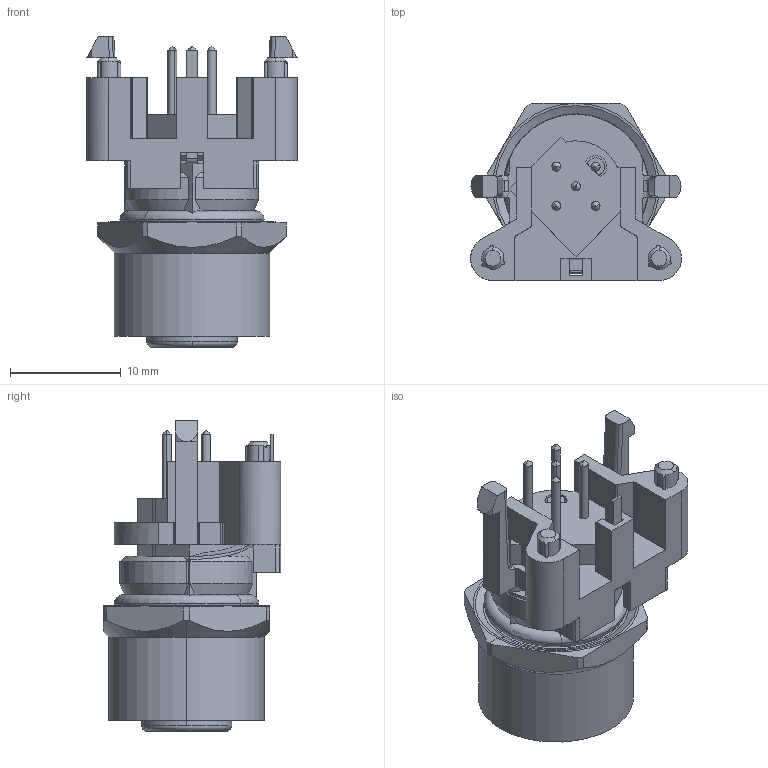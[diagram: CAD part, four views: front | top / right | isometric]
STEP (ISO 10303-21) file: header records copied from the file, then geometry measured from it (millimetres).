
FILE_DESCRIPTION(('CATIA V5R24 STEP','CAx-IF Rec.Pracs.--- Model Styling and Organization---1.2---2011-12-15'),'2;1');
FILE_NAME ('D1461815_0_2422550000_2422550000.stp','2017-05-15T06:50:13+00:00',('none'),('Weidmueller'),'CATIA Version 5-6 Release 2014 SP4 HF52','CATIA V5 STEP AP214','none');
FILE_SCHEMA(('AUTOMOTIVE_DESIGN { 1 0 10303 214 1 1 1 1 }'));
Length unit declared in the file: millimetre
Products named in the file (1): v5-standard_part
Bounding box: 19 x 16 x 28 mm (x, y, z)
Volume: 2842.6 mm3; surface area: 3719.5 mm2
Topology: 1 solids, 3 shells, 626 faces, 1765 edges, 1127 vertices
Faces by surface type: plane 233, cylinder 203, bspline 82, cone 61, torus 47
Entity records: 22543 total; most frequent: CARTESIAN_POINT 7295, ORIENTED_EDGE 3438, DIRECTION 2296, EDGE_CURVE 1719, VERTEX_POINT 1125, AXIS2_PLACEMENT_3D 1002, VECTOR 753, LINE 753
